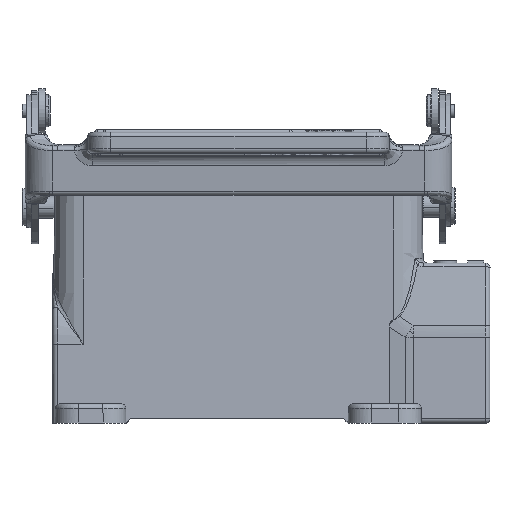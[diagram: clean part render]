
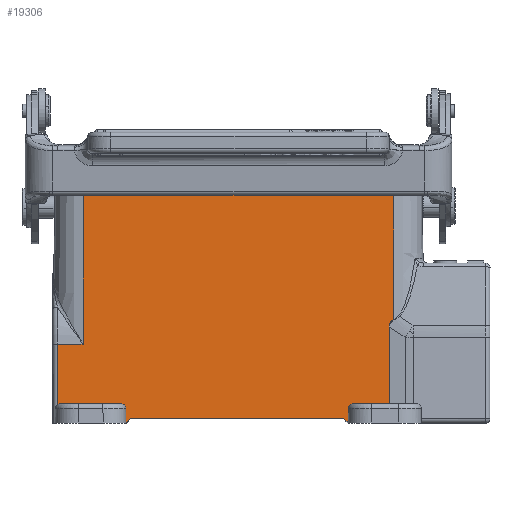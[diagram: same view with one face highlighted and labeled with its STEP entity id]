
A CAD part, top view. The second image highlights one B-rep face of the part: STEP entity #19306.
In plain terms, the highlighted planar face has unit normal (0, 0.018, 1).
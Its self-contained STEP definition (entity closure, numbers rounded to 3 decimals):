
#808=DIRECTION('',(-0.707,0.707,-0.012));
#809=VECTOR('',#808,1.414);
#810=CARTESIAN_POINT('',(24.,-58.5,15.745));
#811=LINE('',#810,#809);
#812=DIRECTION('',(-1.,0.,0.));
#813=VECTOR('',#812,46.6);
#814=CARTESIAN_POINT('',(23.,-57.5,15.727));
#815=LINE('',#814,#813);
#816=DIRECTION('',(-0.707,-0.707,0.012));
#817=VECTOR('',#816,1.414);
#818=CARTESIAN_POINT('',(-23.6,-57.5,15.727));
#819=LINE('',#818,#817);
#840=DIRECTION('',(0.,1.,-0.017));
#841=VECTOR('',#840,33.824);
#842=CARTESIAN_POINT('',(34.,-35.81,15.349));
#843=LINE('',#842,#841);
#2924=DIRECTION('',(-1.,0.,0.));
#2925=VECTOR('',#2924,68.);
#2926=CARTESIAN_POINT('',(34.,-1.991,14.759));
#2927=LINE('',#2926,#2925);
#3112=DIRECTION('',(0.,-1.,0.017));
#3113=VECTOR('',#3112,39.245);
#3114=CARTESIAN_POINT('',(-34.,-1.991,
14.759));
#3115=LINE('',#3114,#3113);
#3146=DIRECTION('',(-1.,0.,0.));
#3147=VECTOR('',#3146,5.6);
#3148=CARTESIAN_POINT('',(-34.,-41.23,
15.443));
#3149=LINE('',#3148,#3147);
#3225=DIRECTION('',(0.,-1.,0.017));
#3226=VECTOR('',#3225,13.24);
#3227=CARTESIAN_POINT('',(-39.6,-41.23,15.443));
#3228=LINE('',#3227,#3226);
#3247=CARTESIAN_POINT('',(-39.6,-54.469,15.675));
#3248=CARTESIAN_POINT('',(-39.432,-54.356,
15.673));
#3249=CARTESIAN_POINT('',(-39.246,-54.3,
15.672));
#3250=CARTESIAN_POINT('',(-39.044,-54.3,
15.672));
#3288=CARTESIAN_POINT('',(-25.656,-54.3,
15.672));
#3289=CARTESIAN_POINT('',(-25.549,-54.3,
15.672));
#3290=CARTESIAN_POINT('',(-25.347,-54.332,
15.672));
#3291=CARTESIAN_POINT('',(-25.064,-54.474,
15.675));
#3292=CARTESIAN_POINT('',(-24.84,-54.694,
15.678));
#3293=CARTESIAN_POINT('',(-24.694,-54.974,
15.683));
#3294=CARTESIAN_POINT('',(-24.658,-55.176,
15.687));
#3295=CARTESIAN_POINT('',(-24.656,-55.283,
15.689));
#3311=DIRECTION('',(1.,0.,0.));
#3312=VECTOR('',#3311,13.388);
#3313=CARTESIAN_POINT('',(-39.044,-54.3,
15.672));
#3314=LINE('',#3313,#3312);
#3450=DIRECTION('',(0.017,-1.,0.017));
#3451=VECTOR('',#3450,3.218);
#3452=CARTESIAN_POINT('',(-24.656,-55.283,
15.689));
#3453=LINE('',#3452,#3451);
#13542=DIRECTION('',(0.017,1.,-0.017));
#13543=VECTOR('',#13542,3.218);
#13544=CARTESIAN_POINT('',(24.,-58.5,
15.745));
#13545=LINE('',#13544,#13543);
#13612=CARTESIAN_POINT('',(24.056,-55.283,
15.689));
#13613=CARTESIAN_POINT('',(24.058,-55.176,
15.687));
#13614=CARTESIAN_POINT('',(24.094,-54.974,
15.683));
#13615=CARTESIAN_POINT('',(24.24,-54.694,
15.678));
#13616=CARTESIAN_POINT('',(24.464,-54.474,
15.675));
#13617=CARTESIAN_POINT('',(24.747,-54.332,
15.672));
#13618=CARTESIAN_POINT('',(24.949,-54.3,
15.672));
#13619=CARTESIAN_POINT('',(25.056,-54.3,
15.672));
#13625=DIRECTION('',(1.,0.,0.));
#13626=VECTOR('',#13625,7.885);
#13627=CARTESIAN_POINT('',(25.056,-54.3,
15.672));
#13628=LINE('',#13627,#13626);
#13671=DIRECTION('',(0.,1.,-0.017));
#13672=VECTOR('',#13671,16.807);
#13673=CARTESIAN_POINT('',(32.941,-54.3,
15.672));
#13674=LINE('',#13673,#13672);
#13688=CARTESIAN_POINT('',(32.941,-37.496,
15.378));
#13689=CARTESIAN_POINT('',(32.941,-37.392,
15.377));
#13690=CARTESIAN_POINT('',(32.953,-37.195,
15.373));
#13691=CARTESIAN_POINT('',(33.005,-36.928,
15.368));
#13692=CARTESIAN_POINT('',(33.089,-36.687,
15.364));
#13693=CARTESIAN_POINT('',(33.203,-36.471,
15.36));
#13694=CARTESIAN_POINT('',(33.348,-36.276,
15.357));
#13695=CARTESIAN_POINT('',(33.526,-36.1,
15.354));
#13696=CARTESIAN_POINT('',(33.74,-35.944,
15.351));
#13697=CARTESIAN_POINT('',(33.909,-35.852,
15.35));
#13698=CARTESIAN_POINT('',(34.,-35.81,
15.349));
#15616=CARTESIAN_POINT('',(23.,-57.5,
15.727));
#15617=VERTEX_POINT('',#15616);
#15618=CARTESIAN_POINT('',(24.,-58.5,
15.745));
#15619=VERTEX_POINT('',#15618);
#15620=CARTESIAN_POINT('',(-23.6,-57.5,
15.727));
#15621=VERTEX_POINT('',#15620);
#15631=CARTESIAN_POINT('',(34.,-35.81,
15.349));
#15632=CARTESIAN_POINT('',(34.,-1.991,
14.759));
#15633=VERTEX_POINT('',#15631);
#15634=VERTEX_POINT('',#15632);
#15635=VERTEX_POINT('',#13688);
#15636=CARTESIAN_POINT('',(32.941,-54.3,
15.672));
#15637=VERTEX_POINT('',#15636);
#15638=CARTESIAN_POINT('',(25.056,-54.3,
15.672));
#15639=VERTEX_POINT('',#15638);
#15640=VERTEX_POINT('',#13612);
#15641=CARTESIAN_POINT('',(-24.6,-58.5,
15.745));
#15642=VERTEX_POINT('',#15641);
#15643=CARTESIAN_POINT('',(-24.656,-55.283,
15.689));
#15644=VERTEX_POINT('',#15643);
#15645=VERTEX_POINT('',#3288);
#15646=CARTESIAN_POINT('',(-39.044,-54.3,
15.672));
#15647=VERTEX_POINT('',#15646);
#15648=VERTEX_POINT('',#3247);
#15649=CARTESIAN_POINT('',(-39.6,-41.23,15.443));
#15650=VERTEX_POINT('',#15649);
#15651=CARTESIAN_POINT('',(-34.,-41.23,
15.443));
#15652=VERTEX_POINT('',#15651);
#15653=CARTESIAN_POINT('',(-34.,-1.991,
14.759));
#15654=VERTEX_POINT('',#15653);
#19267=CARTESIAN_POINT('',(-2.8,-30.246,
15.252));
#19268=DIRECTION('',(0.,0.017,1.));
#19269=DIRECTION('',(0.,-1.,0.017));
#19270=AXIS2_PLACEMENT_3D('',#19267,#19268,#19269);
#19271=PLANE('',#19270);
#19273=ORIENTED_EDGE('',*,*,#19272,.F.);
#19275=ORIENTED_EDGE('',*,*,#19274,.F.);
#19277=ORIENTED_EDGE('',*,*,#19276,.F.);
#19279=ORIENTED_EDGE('',*,*,#19278,.F.);
#19281=ORIENTED_EDGE('',*,*,#19280,.F.);
#19283=ORIENTED_EDGE('',*,*,#19282,.F.);
#19284=ORIENTED_EDGE('',*,*,#19233,.T.);
#19285=ORIENTED_EDGE('',*,*,#19246,.T.);
#19287=ORIENTED_EDGE('',*,*,#19286,.T.);
#19289=ORIENTED_EDGE('',*,*,#19288,.F.);
#19291=ORIENTED_EDGE('',*,*,#19290,.F.);
#19293=ORIENTED_EDGE('',*,*,#19292,.F.);
#19295=ORIENTED_EDGE('',*,*,#19294,.F.);
#19297=ORIENTED_EDGE('',*,*,#19296,.F.);
#19299=ORIENTED_EDGE('',*,*,#19298,.F.);
#19301=ORIENTED_EDGE('',*,*,#19300,.F.);
#19303=ORIENTED_EDGE('',*,*,#19302,.F.);
#19304=EDGE_LOOP('',(#19273,#19275,#19277,#19279,#19281,#19283,#19284,#19285,
#19287,#19289,#19291,#19293,#19295,#19297,#19299,#19301,#19303));
#19305=FACE_OUTER_BOUND('',#19304,.F.);
#19306=ADVANCED_FACE('',(#19305),#19271,.T.);
#3251=B_SPLINE_CURVE_WITH_KNOTS('',3,(#3247,#3248,#3249,#3250),.UNSPECIFIED.,
.F.,.F.,(4,4),(0.,1.),.UNSPECIFIED.);
#3296=B_SPLINE_CURVE_WITH_KNOTS('',3,(#3288,#3289,#3290,#3291,#3292,#3293,#3294,
#3295),.UNSPECIFIED.,.F.,.F.,(4,1,1,1,1,4),(0.,0.2,0.4,0.6,0.8,1.),
.UNSPECIFIED.);
#13620=B_SPLINE_CURVE_WITH_KNOTS('',3,(#13612,#13613,#13614,#13615,#13616,
#13617,#13618,#13619),.UNSPECIFIED.,.F.,.F.,(4,1,1,1,1,4),(0.,0.2,0.4,
0.6,0.8,1.),.UNSPECIFIED.);
#13699=B_SPLINE_CURVE_WITH_KNOTS('',3,(#13688,#13689,#13690,#13691,#13692,
#13693,#13694,#13695,#13696,#13697,#13698),.UNSPECIFIED.,.F.,.F.,(4,1,1,1,1,1,1,
1,4),(0.,0.125,0.25,0.375,0.5,0.625,0.75,0.875,1.),
.UNSPECIFIED.);
#19233=EDGE_CURVE('',#15619,#15617,#811,.T.);
#19246=EDGE_CURVE('',#15617,#15621,#815,.T.);
#19272=EDGE_CURVE('',#15633,#15634,#843,.T.);
#19274=EDGE_CURVE('',#15635,#15633,#13699,.T.);
#19276=EDGE_CURVE('',#15637,#15635,#13674,.T.);
#19278=EDGE_CURVE('',#15639,#15637,#13628,.T.);
#19280=EDGE_CURVE('',#15640,#15639,#13620,.T.);
#19282=EDGE_CURVE('',#15619,#15640,#13545,.T.);
#19286=EDGE_CURVE('',#15621,#15642,#819,.T.);
#19288=EDGE_CURVE('',#15644,#15642,#3453,.T.);
#19290=EDGE_CURVE('',#15645,#15644,#3296,.T.);
#19292=EDGE_CURVE('',#15647,#15645,#3314,.T.);
#19294=EDGE_CURVE('',#15648,#15647,#3251,.T.);
#19296=EDGE_CURVE('',#15650,#15648,#3228,.T.);
#19298=EDGE_CURVE('',#15652,#15650,#3149,.T.);
#19300=EDGE_CURVE('',#15654,#15652,#3115,.T.);
#19302=EDGE_CURVE('',#15634,#15654,#2927,.T.);
